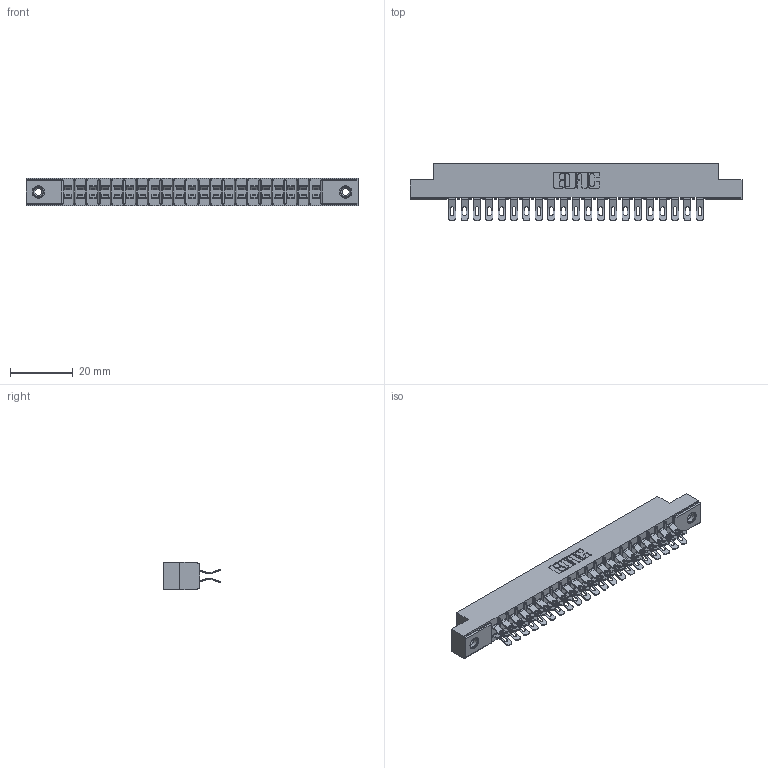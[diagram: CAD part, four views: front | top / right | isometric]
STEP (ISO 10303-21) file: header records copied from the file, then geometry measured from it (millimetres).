
FILE_DESCRIPTION (( 'STEP AP203' ), '1' );
FILE_NAME ('305-042-555-508.STEP', '2019-09-09T19:38:51', ( '' ), ( '' ), 'SwSTEP 2.0', 'SolidWorks 2016', '' );
FILE_SCHEMA (( 'CONFIG_CONTROL_DESIGN' ));
Length unit declared in the file: inch
Products named in the file (4): 305-042-555-508; 345-250-001_345-250-003-102; 305 Part_.156 Dia; 305-290-001_555
Assembly tree (45 placements, depth 2):
  305-042-555-508
    305 Part_.156 Dia
    305-290-001_555  x42
    345-250-001_345-250-003-102  x2
Bounding box: 106.22 x 18.41 x 8.71 mm (x, y, z)
Volume: 6486.8 mm3; surface area: 13582.3 mm2
Topology: 45 solids, 45 shells, 2948 faces, 8747 edges, 5710 vertices
Faces by surface type: plane 1444, cylinder 1404, sphere 84, cone 12, torus 4
Entity records: 27103 total; most frequent: CARTESIAN_POINT 4486, ORIENTED_EDGE 4434, DIRECTION 4361, EDGE_CURVE 2217, VECTOR 1747, LINE 1747, VERTEX_POINT 1416, AXIS2_PLACEMENT_3D 1307
